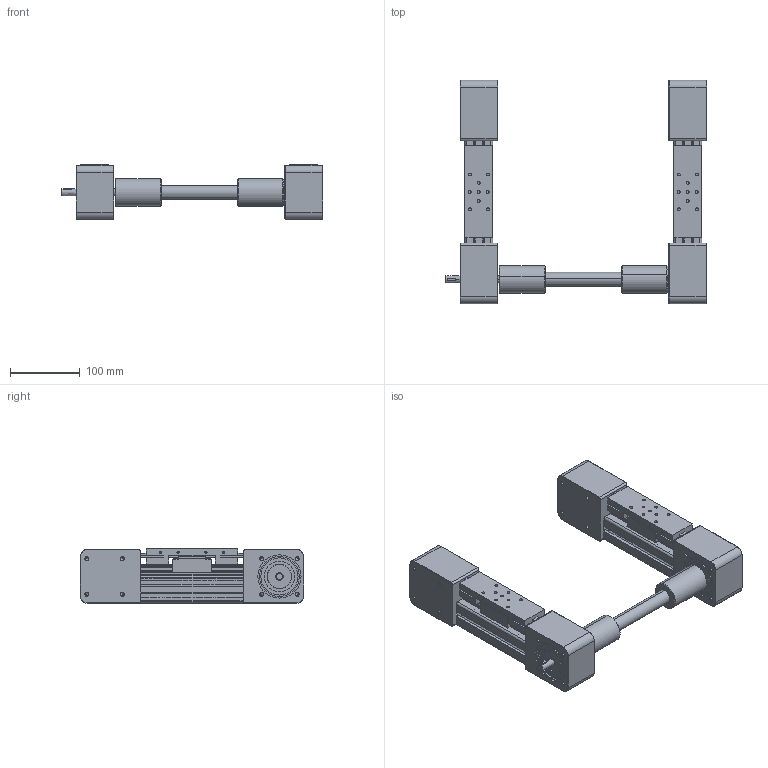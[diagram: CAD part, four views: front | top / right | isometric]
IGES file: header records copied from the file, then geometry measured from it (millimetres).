
Global section: file name: No Iges File Name specified; native system: Autodesk Inventor 2011; preprocessor: AutoDesk Inventor Iges Exporter R2011; author: Matej; date: 20110523.111126; units: millimetre
Bounding box: 375 x 321 x 78 mm (x, y, z)
Volume: 1939278.1 mm3; surface area: 454521.3 mm2
Topology: 13 solids, 18 shells, 1398 faces, 3581 edges, 2234 vertices
Faces by surface type: plane 642, bspline 342, revolution 240, cylinder 136, cone 38
